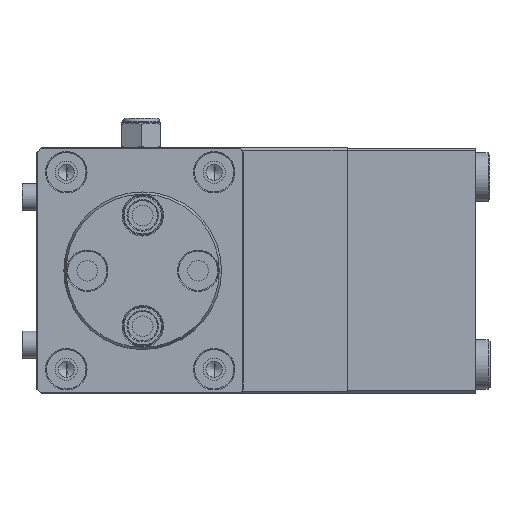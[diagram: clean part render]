
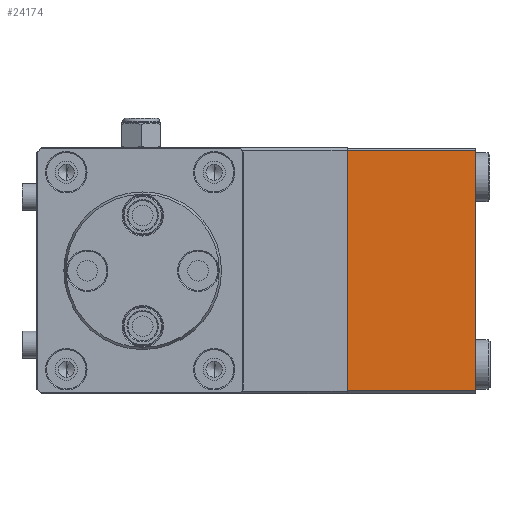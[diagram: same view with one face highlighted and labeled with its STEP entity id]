
A CAD part, left-side view. The second image highlights one B-rep face of the part: STEP entity #24174.
In plain terms, the highlighted planar face has unit normal (-1, 0, 0).
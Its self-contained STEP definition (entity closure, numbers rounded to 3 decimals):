
#245 = ORIENTED_EDGE ( 'NONE', *, *, #30620, .T. ) ;
#572 = LINE ( 'NONE', #32649, #39730 ) ;
#2549 = LINE ( 'NONE', #5998, #34925 ) ;
#2551 = ORIENTED_EDGE ( 'NONE', *, *, #9445, .F. ) ;
#2681 = DIRECTION ( 'NONE',  ( 0., 1., 0. ) ) ;
#3565 = VERTEX_POINT ( 'NONE', #14058 ) ;
#5788 = VECTOR ( 'NONE', #16012, 1000. ) ;
#5998 = CARTESIAN_POINT ( 'NONE',  ( -40.5, 24.9, -26. ) ) ;
#7626 = LINE ( 'NONE', #39792, #36021 ) ;
#9445 = EDGE_CURVE ( 'NONE', #27413, #16289, #2549, .T. ) ;
#9477 = CARTESIAN_POINT ( 'NONE',  ( -40.5, -24.4, 0. ) ) ;
#11036 = FACE_OUTER_BOUND ( 'NONE', #22571, .T. ) ;
#14058 = CARTESIAN_POINT ( 'NONE',  ( -40.5, 24.4, 0. ) ) ;
#15728 = DIRECTION ( 'NONE',  ( 1., 0., 0. ) ) ;
#16002 = CARTESIAN_POINT ( 'NONE',  ( -40.5, 24.9, -26. ) ) ;
#16012 = DIRECTION ( 'NONE',  ( 0., 1., 0. ) ) ;
#16289 = VERTEX_POINT ( 'NONE', #21493 ) ;
#17947 = PLANE ( 'NONE',  #27886 ) ;
#19034 = CARTESIAN_POINT ( 'NONE',  ( -40.5, 24.9, 0. ) ) ;
#20352 = VERTEX_POINT ( 'NONE', #9477 ) ;
#21342 = EDGE_CURVE ( 'NONE', #3565, #16289, #7626, .T. ) ;
#21493 = CARTESIAN_POINT ( 'NONE',  ( -40.5, 24.4, -26. ) ) ;
#22571 = EDGE_LOOP ( 'NONE', ( #27372, #37994, #2551, #245 ) ) ;
#24174 = ADVANCED_FACE ( 'NONE', ( #11036 ), #17947, .F. ) ;
#27372 = ORIENTED_EDGE ( 'NONE', *, *, #29097, .T. ) ;
#27413 = VERTEX_POINT ( 'NONE', #39968 ) ;
#27886 = AXIS2_PLACEMENT_3D ( 'NONE', #16002, #15728, #31026 ) ;
#29097 = EDGE_CURVE ( 'NONE', #20352, #3565, #29300, .T. ) ;
#29300 = LINE ( 'NONE', #19034, #5788 ) ;
#30620 = EDGE_CURVE ( 'NONE', #27413, #20352, #572, .T. ) ;
#31026 = DIRECTION ( 'NONE',  ( 0., 0., -1. ) ) ;
#32649 = CARTESIAN_POINT ( 'NONE',  ( -40.5, -24.4, -26. ) ) ;
#32924 = DIRECTION ( 'NONE',  ( 0., 0., 1. ) ) ;
#34925 = VECTOR ( 'NONE', #2681, 1000. ) ;
#36021 = VECTOR ( 'NONE', #40069, 1000. ) ;
#37994 = ORIENTED_EDGE ( 'NONE', *, *, #21342, .T. ) ;
#39730 = VECTOR ( 'NONE', #32924, 1000. ) ;
#39792 = CARTESIAN_POINT ( 'NONE',  ( -40.5, 24.4, -26. ) ) ;
#39968 = CARTESIAN_POINT ( 'NONE',  ( -40.5, -24.4, -26. ) ) ;
#40069 = DIRECTION ( 'NONE',  ( 0., 0., -1. ) ) ;
